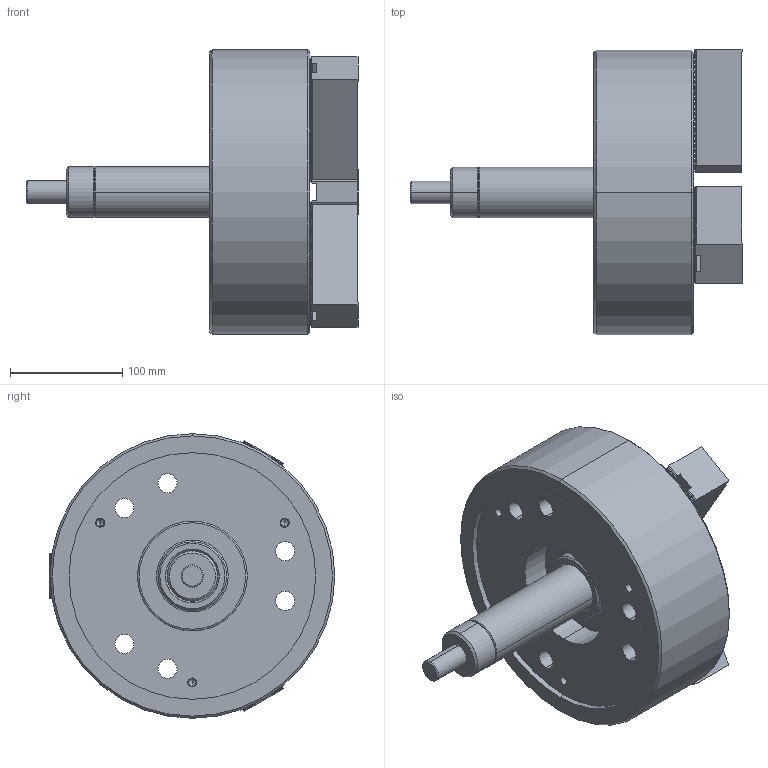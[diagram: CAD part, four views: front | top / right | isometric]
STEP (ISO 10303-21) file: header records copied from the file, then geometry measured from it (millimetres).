
FILE_DESCRIPTION (( 'STEP AP203' ), '1' );
FILE_NAME ('3P-10²Õ¦X¥ó.STEP', '2011-03-15T07:38:48', ( 'user' ), ( '' ), 'SwSTEP 2.0', 'SolidWorks 2010', '' );
FILE_SCHEMA (( 'CONFIG_CONTROL_DESIGN' ));
Length unit declared in the file: metre
Products named in the file (7): 3P-10組合件; 3P-10本體; 3P-10連接管螺栓; 3P-10連接管螺帽; SJ-10; 3P-10中仁; 3P-10連接管
Assembly tree (8 placements, depth 2):
  3P-10組合件
    SJ-10  x3
    3P-10本體
    3P-10連接管
    3P-10連接管螺帽
    3P-10連接管螺栓
    3P-10中仁
Bounding box: 296.2 x 254.67 x 254 mm (x, y, z)
Volume: 4571538.3 mm3; surface area: 375057.7 mm2
Topology: 8 solids, 8 shells, 1984 faces, 5832 edges, 3869 vertices
Faces by surface type: plane 1406, cylinder 512, cone 60, torus 6
Entity records: 25929 total; most frequent: CARTESIAN_POINT 5520, ORIENTED_EDGE 4444, DIRECTION 3702, EDGE_CURVE 2222, LINE 1632, VECTOR 1632, VERTEX_POINT 1469, AXIS2_PLACEMENT_3D 1035
